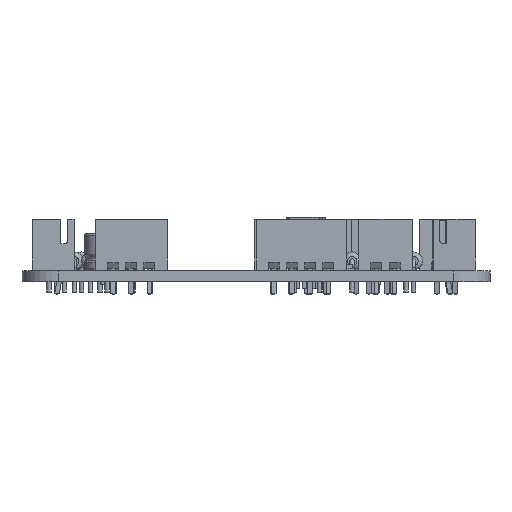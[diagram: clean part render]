
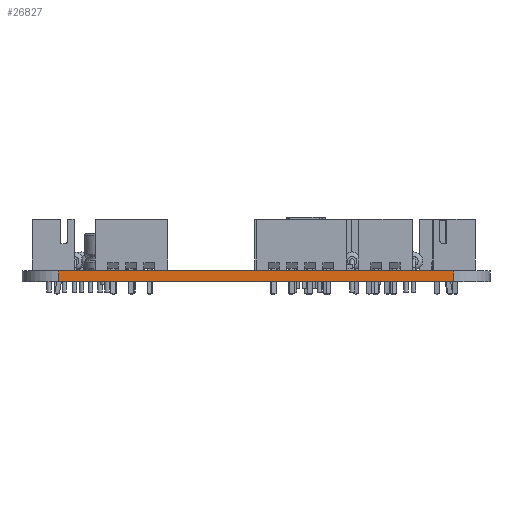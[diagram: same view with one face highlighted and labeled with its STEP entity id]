
A CAD part, left-side view. The second image highlights one B-rep face of the part: STEP entity #26827.
In plain terms, the highlighted planar face has unit normal (-1, 0, 0).
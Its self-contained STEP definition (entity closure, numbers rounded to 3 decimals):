
#22406 = VERTEX_POINT('',#22407);
#22407 = CARTESIAN_POINT('',(138.4,-79.3,0.));
#22414 = EDGE_CURVE('',#22415,#22406,#22417,.T.);
#22415 = VERTEX_POINT('',#22416);
#22416 = CARTESIAN_POINT('',(138.4,-133.6,0.));
#22417 = LINE('',#22418,#22419);
#22418 = CARTESIAN_POINT('',(138.4,-133.6,0.));
#22419 = VECTOR('',#22420,1.);
#22420 = DIRECTION('',(0.,1.,0.));
#24603 = VERTEX_POINT('',#24604);
#24604 = CARTESIAN_POINT('',(138.4,-79.3,1.51));
#24611 = EDGE_CURVE('',#24612,#24603,#24614,.T.);
#24612 = VERTEX_POINT('',#24613);
#24613 = CARTESIAN_POINT('',(138.4,-133.6,1.51));
#24614 = LINE('',#24615,#24616);
#24615 = CARTESIAN_POINT('',(138.4,-133.6,1.51));
#24616 = VECTOR('',#24617,1.);
#24617 = DIRECTION('',(0.,1.,0.));
#26797 = EDGE_CURVE('',#22406,#24603,#26798,.T.);
#26798 = LINE('',#26799,#26800);
#26799 = CARTESIAN_POINT('',(138.4,-79.3,0.));
#26800 = VECTOR('',#26801,1.);
#26801 = DIRECTION('',(0.,0.,1.));
#26827 = ADVANCED_FACE('',(#26828),#26839,.T.);
#26828 = FACE_BOUND('',#26829,.T.);
#26829 = EDGE_LOOP('',(#26830,#26836,#26837,#26838));
#26830 = ORIENTED_EDGE('',*,*,#26831,.T.);
#26831 = EDGE_CURVE('',#22415,#24612,#26832,.T.);
#26832 = LINE('',#26833,#26834);
#26833 = CARTESIAN_POINT('',(138.4,-133.6,0.));
#26834 = VECTOR('',#26835,1.);
#26835 = DIRECTION('',(0.,0.,1.));
#26836 = ORIENTED_EDGE('',*,*,#24611,.T.);
#26837 = ORIENTED_EDGE('',*,*,#26797,.F.);
#26838 = ORIENTED_EDGE('',*,*,#22414,.F.);
#26839 = PLANE('',#26840);
#26840 = AXIS2_PLACEMENT_3D('',#26841,#26842,#26843);
#26841 = CARTESIAN_POINT('',(138.4,-133.6,0.));
#26842 = DIRECTION('',(-1.,0.,0.));
#26843 = DIRECTION('',(0.,1.,0.));
